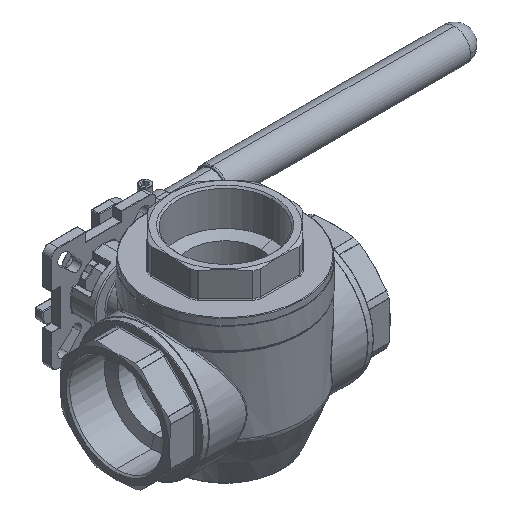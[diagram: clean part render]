
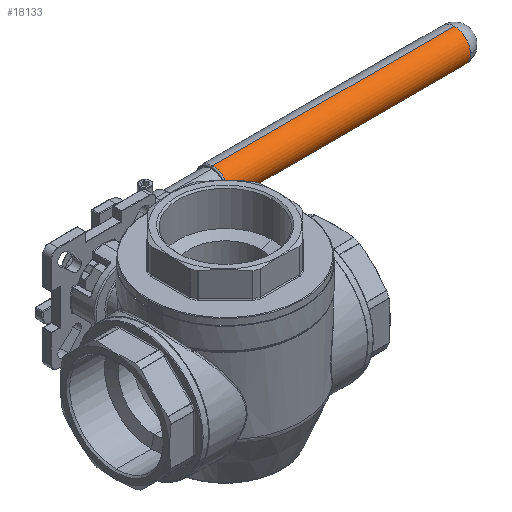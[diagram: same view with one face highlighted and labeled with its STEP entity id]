
A CAD part, isometric view. The second image highlights one B-rep face of the part: STEP entity #18133.
In plain terms, the highlighted cylindrical face has radius 14.5 mm (diameter 29 mm), a partial arc.
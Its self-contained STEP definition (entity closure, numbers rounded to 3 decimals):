
#440 = CARTESIAN_POINT ( 'NONE',  ( 345., 137.5, -14.5 ) ) ;
#1082 = LINE ( 'NONE', #17296, #3169 ) ;
#2025 = VERTEX_POINT ( 'NONE', #52483 ) ;
#2952 = FACE_OUTER_BOUND ( 'NONE', #28801, .T. ) ;
#3169 = VECTOR ( 'NONE', #4499, 1000. ) ;
#3468 = DIRECTION ( 'NONE',  ( 0., 0., 1. ) ) ;
#3539 = AXIS2_PLACEMENT_3D ( 'NONE', #39748, #30815, #3468 ) ;
#3756 = DIRECTION ( 'NONE',  ( 1., 0., 0. ) ) ;
#4021 = DIRECTION ( 'NONE',  ( 0., 0., -1. ) ) ;
#4499 = DIRECTION ( 'NONE',  ( 1., 0., 0. ) ) ;
#8118 = LINE ( 'NONE', #22725, #30993 ) ;
#8855 = AXIS2_PLACEMENT_3D ( 'NONE', #32005, #13053, #36601 ) ;
#13053 = DIRECTION ( 'NONE',  ( 1., 0., 0. ) ) ;
#17211 = CARTESIAN_POINT ( 'NONE',  ( 126., 137.5, -14.5 ) ) ;
#17296 = CARTESIAN_POINT ( 'NONE',  ( 379.01, 137.5, 14.5 ) ) ;
#17679 = AXIS2_PLACEMENT_3D ( 'NONE', #24820, #42914, #29004 ) ;
#18133 = ADVANCED_FACE ( 'NONE', ( #2952 ), #35841, .T. ) ;
#22208 = CARTESIAN_POINT ( 'NONE',  ( 379.01, 137.5, 0. ) ) ;
#22725 = CARTESIAN_POINT ( 'NONE',  ( 379.01, 137.5, -14.5 ) ) ;
#22826 = VERTEX_POINT ( 'NONE', #440 ) ;
#24395 = EDGE_CURVE ( 'NONE', #2025, #24571, #33029, .T. ) ;
#24571 = VERTEX_POINT ( 'NONE', #44917 ) ;
#24820 = CARTESIAN_POINT ( 'NONE',  ( 345., 137.5, 0. ) ) ;
#25273 = EDGE_CURVE ( 'NONE', #53433, #37377, #38583, .T. ) ;
#26852 = ORIENTED_EDGE ( 'NONE', *, *, #31985, .T. ) ;
#27975 = ORIENTED_EDGE ( 'NONE', *, *, #25273, .T. ) ;
#28801 = EDGE_LOOP ( 'NONE', ( #51035, #27975, #26852, #53566, #35136 ) ) ;
#29004 = DIRECTION ( 'NONE',  ( 0., 0., -1. ) ) ;
#29491 = EDGE_CURVE ( 'NONE', #53433, #2025, #1082, .T. ) ;
#30036 = AXIS2_PLACEMENT_3D ( 'NONE', #22208, #31367, #4021 ) ;
#30334 = CARTESIAN_POINT ( 'NONE',  ( 126., 137.5, 14.5 ) ) ;
#30815 = DIRECTION ( 'NONE',  ( 1., 0., 0. ) ) ;
#30993 = VECTOR ( 'NONE', #3756, 1000. ) ;
#31367 = DIRECTION ( 'NONE',  ( 1., 0., 0. ) ) ;
#31985 = EDGE_CURVE ( 'NONE', #37377, #22826, #8118, .T. ) ;
#32005 = CARTESIAN_POINT ( 'NONE',  ( 345., 137.5, 0. ) ) ;
#33029 = CIRCLE ( 'NONE', #8855, 14.5 ) ;
#35136 = ORIENTED_EDGE ( 'NONE', *, *, #24395, .F. ) ;
#35841 = CYLINDRICAL_SURFACE ( 'NONE', #30036, 14.5 ) ;
#36601 = DIRECTION ( 'NONE',  ( 0., 0., -1. ) ) ;
#37377 = VERTEX_POINT ( 'NONE', #17211 ) ;
#38583 = CIRCLE ( 'NONE', #3539, 14.5 ) ;
#39748 = CARTESIAN_POINT ( 'NONE',  ( 126., 137.5, 0. ) ) ;
#42914 = DIRECTION ( 'NONE',  ( 1., 0., 0. ) ) ;
#44917 = CARTESIAN_POINT ( 'NONE',  ( 345., 123., 0. ) ) ;
#51035 = ORIENTED_EDGE ( 'NONE', *, *, #29491, .F. ) ;
#52483 = CARTESIAN_POINT ( 'NONE',  ( 345., 137.5, 14.5 ) ) ;
#53433 = VERTEX_POINT ( 'NONE', #30334 ) ;
#53566 = ORIENTED_EDGE ( 'NONE', *, *, #54597, .F. ) ;
#54597 = EDGE_CURVE ( 'NONE', #24571, #22826, #55408, .T. ) ;
#55408 = CIRCLE ( 'NONE', #17679, 14.5 ) ;
